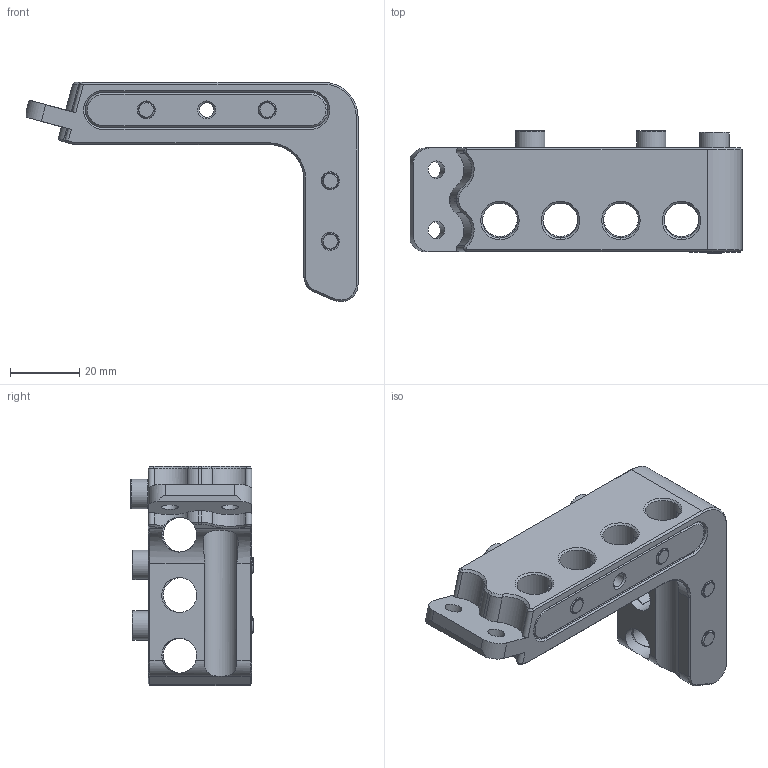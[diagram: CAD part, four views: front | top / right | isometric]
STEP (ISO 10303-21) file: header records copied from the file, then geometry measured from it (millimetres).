
FILE_DESCRIPTION(('STEP AP242'), '1');
FILE_NAME('栖闉罻2', '2025-04-04T15:35:50', (''), (''), 'C3D Converter', 'C3D Toolkit', '');
FILE_SCHEMA(('AP242_MANAGED_MODEL_BASED_3D_ENGINEERING_MIM_LF { 1 0 10303 442 1 1 4 }'));
Length unit declared in the file: millimetre
Assembly tree (13 placements, depth 2):
  (unnamed)
    (unnamed)
    (unnamed)
    (unnamed)
    (unnamed)  x6
    (unnamed)  x4
Bounding box: 96 x 35.4 x 63.44 mm (x, y, z)
Volume: 53532.4 mm3; surface area: 27314.5 mm2
Topology: 13 solids, 13 shells, 605 faces, 1540 edges, 968 vertices
Faces by surface type: cylinder 337, plane 161, cone 72, torus 20, bspline 15
Full cylindrical faces by diameter (mm): 4.2 x5, 5 x17, 7 x5, 8.5 x4, 10 x9, 10.1 x7
Entity records: 28611 total; most frequent: CARTESIAN_POINT 21489, ORIENTED_EDGE 1390, DIRECTION 1267, EDGE_CURVE 695, AXIS2_PLACEMENT_3D 487, VERTEX_POINT 466, EDGE_LOOP 393, FACE_BOUND 301
